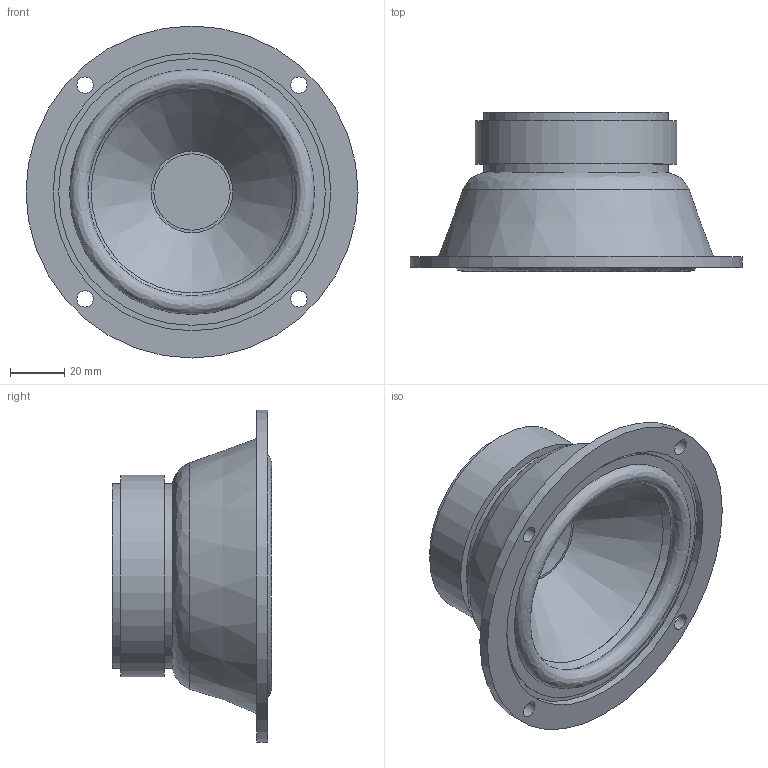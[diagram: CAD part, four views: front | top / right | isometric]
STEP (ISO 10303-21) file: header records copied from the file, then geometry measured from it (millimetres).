
FILE_DESCRIPTION(('FreeCAD Model'),'2;1');
FILE_NAME('Visaton_B_100.step', '2020-04-03T15:34:36',('Author'),(''), 'Open CASCADE STEP processor 6.8','FreeCAD','Unknown');
FILE_SCHEMA(('AUTOMOTIVE_DESIGN_CC2 { 1 2 10303 214 -1 1 5 4 }'));
Length unit declared in the file: millimetre
Products named in the file (1): Visaton_B_100
Bounding box: 122 x 58.5 x 122 mm (x, y, z)
Volume: 244216 mm3; surface area: 41866.4 mm2
Topology: 1 solids, 1 shells, 25 faces, 44 edges, 28 vertices
Faces by surface type: cylinder 10, plane 8, cone 4, revolution 3
Full cylindrical faces by diameter (mm): 6 x4, 68 x2, 74 x1, 98 x1, 102 x1, 122 x1
Entity records: 1293 total; most frequent: CARTESIAN_POINT 259, DIRECTION 210, ORIENTED_EDGE 90, PCURVE 90, DEFINITIONAL_REPRESENTATION 90, LINE 81, VECTOR 81, AXIS2_PLACEMENT_3D 57
